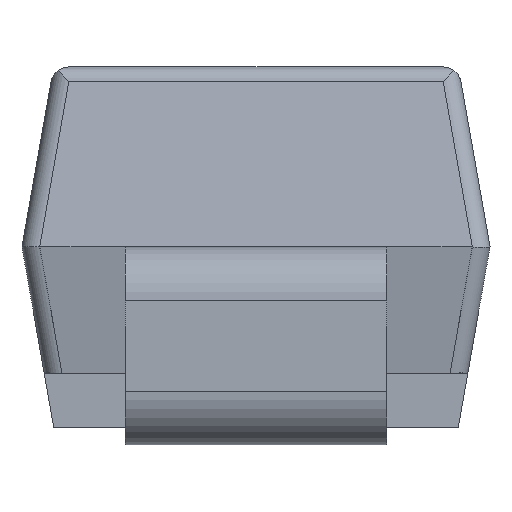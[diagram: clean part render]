
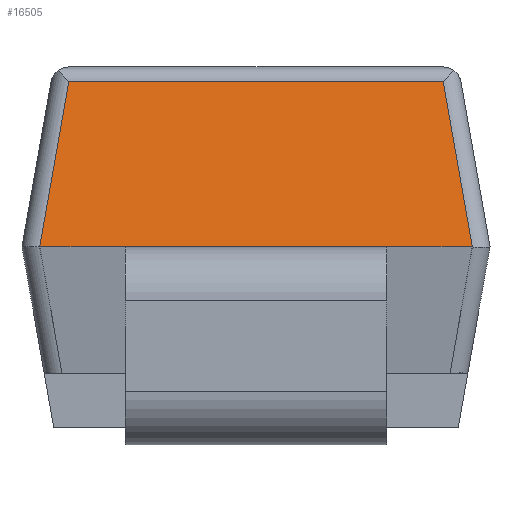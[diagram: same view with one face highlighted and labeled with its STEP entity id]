
A CAD part, left-side view. The second image highlights one B-rep face of the part: STEP entity #16505.
In plain terms, the highlighted planar face has unit normal (-0.985, 0, 0.174).
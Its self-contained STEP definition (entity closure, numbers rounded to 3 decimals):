
#619 = VERTEX_POINT ( 'NONE', #1128 ) ;
#977 = LINE ( 'NONE', #10622, #15113 ) ;
#1128 = CARTESIAN_POINT ( 'NONE',  ( -2.15, -1.202, 0. ) ) ;
#1649 = LINE ( 'NONE', #9738, #7270 ) ;
#2098 = VECTOR ( 'NONE', #12848, 1000. ) ;
#2131 = DIRECTION ( 'NONE',  ( -0.985, 0., 0.174 ) ) ;
#2150 = LINE ( 'NONE', #7529, #2098 ) ;
#2325 = ORIENTED_EDGE ( 'NONE', *, *, #9264, .T. ) ;
#3172 = AXIS2_PLACEMENT_3D ( 'NONE', #7678, #2131, #11440 ) ;
#4917 = VECTOR ( 'NONE', #8231, 1000. ) ;
#4985 = CARTESIAN_POINT ( 'NONE',  ( -1.988, -1.04, 0.917 ) ) ;
#4988 = CARTESIAN_POINT ( 'NONE',  ( -2.15, 0.725, 0. ) ) ;
#5408 = ORIENTED_EDGE ( 'NONE', *, *, #16481, .T. ) ;
#5854 = CARTESIAN_POINT ( 'NONE',  ( -2.077, -1.128, 0.415 ) ) ;
#6107 = PLANE ( 'NONE',  #3172 ) ;
#6525 = EDGE_LOOP ( 'NONE', ( #2325, #15862, #10291, #11945, #12364, #5408 ) ) ;
#7270 = VECTOR ( 'NONE', #13477, 1000. ) ;
#7320 = VERTEX_POINT ( 'NONE', #7833 ) ;
#7529 = CARTESIAN_POINT ( 'NONE',  ( -2.15, 1.3, 0. ) ) ;
#7678 = CARTESIAN_POINT ( 'NONE',  ( -2.15, 1.3, 0. ) ) ;
#7750 = EDGE_CURVE ( 'NONE', #13237, #12800, #17323, .T. ) ;
#7833 = CARTESIAN_POINT ( 'NONE',  ( -2.15, 1.202, 0. ) ) ;
#8075 = FACE_OUTER_BOUND ( 'NONE', #6525, .T. ) ;
#8231 = DIRECTION ( 'NONE',  ( 0., -1., 0. ) ) ;
#8682 = EDGE_CURVE ( 'NONE', #13915, #7320, #1649, .T. ) ;
#9264 = EDGE_CURVE ( 'NONE', #17053, #13915, #977, .T. ) ;
#9690 = LINE ( 'NONE', #13780, #14173 ) ;
#9738 = CARTESIAN_POINT ( 'NONE',  ( -2.153, 1.204, -0.016 ) ) ;
#10291 = ORIENTED_EDGE ( 'NONE', *, *, #11832, .T. ) ;
#10330 = EDGE_CURVE ( 'NONE', #12800, #619, #9690, .T. ) ;
#10622 = CARTESIAN_POINT ( 'NONE',  ( -1.988, 1.124, 0.917 ) ) ;
#11176 = DIRECTION ( 'NONE',  ( 0.171, 0.171, 0.97 ) ) ;
#11440 = DIRECTION ( 'NONE',  ( 0.174, 0., 0.985 ) ) ;
#11832 = EDGE_CURVE ( 'NONE', #7320, #13237, #2150, .T. ) ;
#11945 = ORIENTED_EDGE ( 'NONE', *, *, #7750, .T. ) ;
#12364 = ORIENTED_EDGE ( 'NONE', *, *, #10330, .T. ) ;
#12613 = CARTESIAN_POINT ( 'NONE',  ( -1.988, 1.04, 0.917 ) ) ;
#12800 = VERTEX_POINT ( 'NONE', #13425 ) ;
#12848 = DIRECTION ( 'NONE',  ( 0., -1., 0. ) ) ;
#13237 = VERTEX_POINT ( 'NONE', #4988 ) ;
#13425 = CARTESIAN_POINT ( 'NONE',  ( -2.15, -0.725, 0. ) ) ;
#13477 = DIRECTION ( 'NONE',  ( -0.171, 0.171, -0.97 ) ) ;
#13700 = LINE ( 'NONE', #5854, #13790 ) ;
#13780 = CARTESIAN_POINT ( 'NONE',  ( -2.15, 1.3, 0. ) ) ;
#13790 = VECTOR ( 'NONE', #11176, 1000. ) ;
#13915 = VERTEX_POINT ( 'NONE', #12613 ) ;
#14173 = VECTOR ( 'NONE', #15033, 1000. ) ;
#14722 = CARTESIAN_POINT ( 'NONE',  ( -2.15, 1.3, 0. ) ) ;
#15033 = DIRECTION ( 'NONE',  ( 0., -1., 0. ) ) ;
#15113 = VECTOR ( 'NONE', #15947, 1000. ) ;
#15862 = ORIENTED_EDGE ( 'NONE', *, *, #8682, .T. ) ;
#15947 = DIRECTION ( 'NONE',  ( 0., 1., 0. ) ) ;
#16481 = EDGE_CURVE ( 'NONE', #619, #17053, #13700, .T. ) ;
#16505 = ADVANCED_FACE ( 'NONE', ( #8075 ), #6107, .T. ) ;
#17053 = VERTEX_POINT ( 'NONE', #4985 ) ;
#17323 = LINE ( 'NONE', #14722, #4917 ) ;
